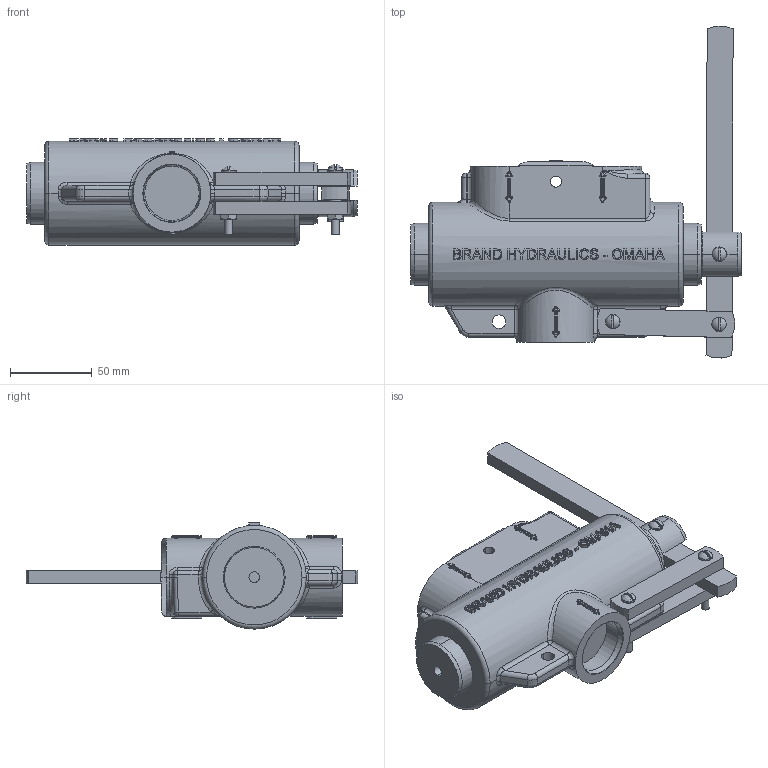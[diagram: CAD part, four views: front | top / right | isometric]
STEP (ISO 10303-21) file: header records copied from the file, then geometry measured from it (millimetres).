
FILE_DESCRIPTION (( 'STEP AP203' ), '1' );
FILE_NAME ('MS16 GENERIC VALVE.STEP', '2013-08-02T21:25:36', ( 'branduser' ), ( '' ), 'SwSTEP 2.0', 'SolidWorks 2013', '' );
FILE_SCHEMA (( 'CONFIG_CONTROL_DESIGN' ));
Length unit declared in the file: inch
Products named in the file (1): MS16 GENERIC VALVE
Bounding box: 202.39 x 203.13 x 65.02 mm (x, y, z)
Volume: 725521.9 mm3; surface area: 89073.4 mm2
Topology: 13 solids, 13 shells, 1040 faces, 2495 edges, 1467 vertices
Faces by surface type: plane 352, cylinder 301, bspline 147, torus 89, sphere 78, cone 73
Entity records: 37522 total; most frequent: CARTESIAN_POINT 14463, ORIENTED_EDGE 4870, DIRECTION 4680, EDGE_CURVE 2435, AXIS2_PLACEMENT_3D 1785, VERTEX_POINT 1467, EDGE_LOOP 1114, LINE 1110
